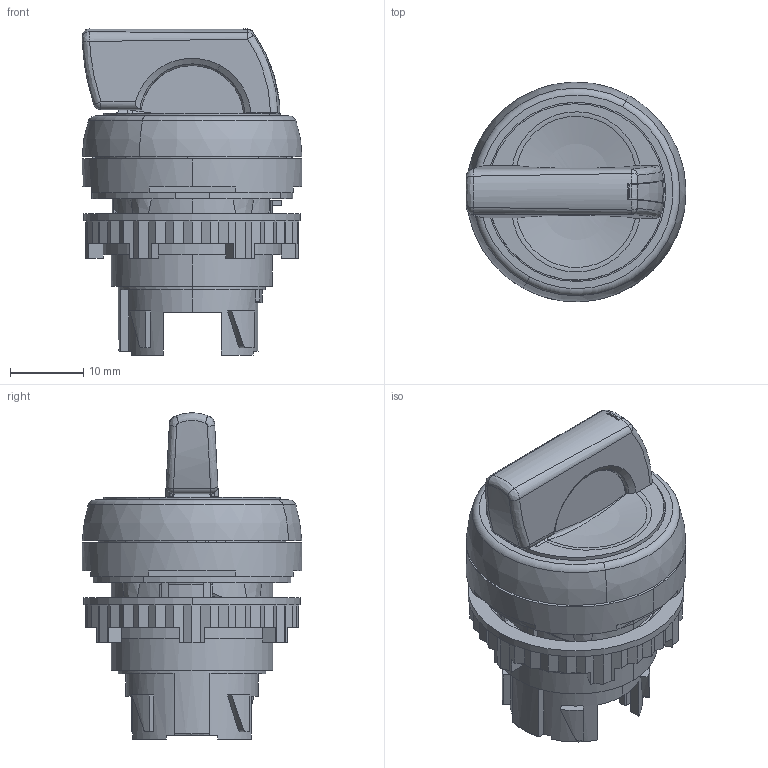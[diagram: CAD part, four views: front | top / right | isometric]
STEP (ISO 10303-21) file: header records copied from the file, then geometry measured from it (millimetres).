
FILE_DESCRIPTION(('CATIA V5 STEP Exchange'),'2;1');
FILE_NAME('L21MD03.stp','2009-09-04T13:27:29+00:00',('none'),('none'),'CATIA Version 5 Release 17 (IN-10)','CATIA V5 STEP AP214','none');
FILE_SCHEMA(('AUTOMOTIVE_DESIGN { 1 0 10303 214 1 1 1 1 }'));
Length unit declared in the file: millimetre
Products named in the file (10): L21MD03Product1; 074226001; 056017000; 032160000; 034367000; 054543000; 054535000; 039719000; 051904000.1; 051904000
Assembly tree (9 placements, depth 2):
  L21MD03Product1
    074226001
    056017000
    032160000
    034367000
    054543000
    054535000
    039719000
    051904000.1
    051904000
Bounding box: 29.93 x 29.9 x 44.39 mm (x, y, z)
Volume: 11255.5 mm3; surface area: 15896.2 mm2
Topology: 9 solids, 9 shells, 1200 faces, 3378 edges, 2193 vertices
Faces by surface type: plane 576, cylinder 371, torus 96, bspline 76, cone 59, extrusion 12, sphere 10
Entity records: 42291 total; most frequent: CARTESIAN_POINT 13229, ORIENTED_EDGE 6740, DIRECTION 4384, EDGE_CURVE 3370, VERTEX_POINT 2193, AXIS2_PLACEMENT_3D 1855, VECTOR 1684, LINE 1672
